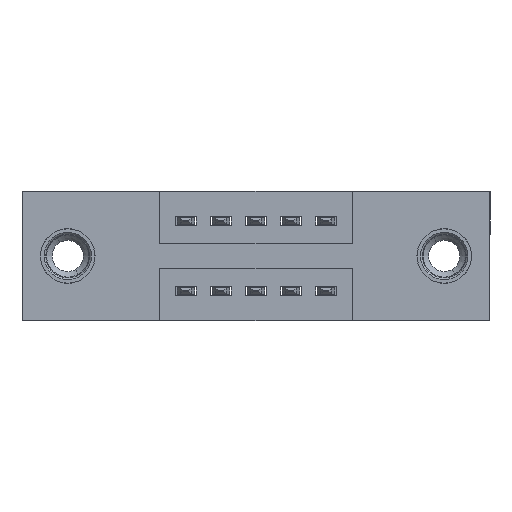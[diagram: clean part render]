
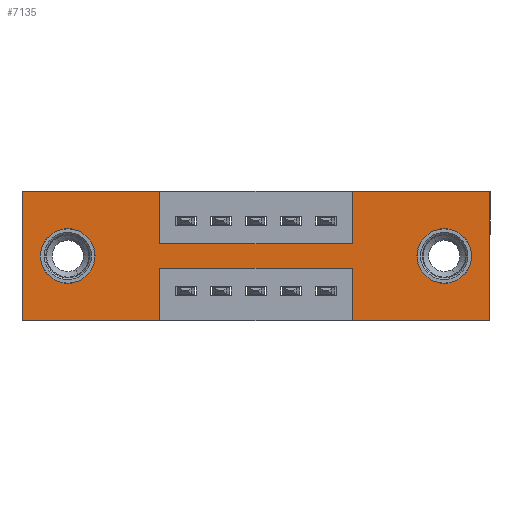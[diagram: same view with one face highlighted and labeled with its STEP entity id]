
A CAD part, front view. The second image highlights one B-rep face of the part: STEP entity #7135.
In plain terms, the highlighted planar face has unit normal (0, -1, 0).
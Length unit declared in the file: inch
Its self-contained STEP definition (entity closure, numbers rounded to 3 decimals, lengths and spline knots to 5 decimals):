
#28 = EDGE_CURVE ( 'NONE', #5549, #10421, #2407, .T. ) ;
#53 = ORIENTED_EDGE ( 'NONE', *, *, #7387, .F. ) ;
#121 = CARTESIAN_POINT ( 'NONE',  ( 0., 0., 0. ) ) ;
#182 = DIRECTION ( 'NONE',  ( 1., 0., 0. ) ) ;
#392 = CARTESIAN_POINT ( 'NONE',  ( 0.9425, 0., 0. ) ) ;
#514 = LINE ( 'NONE', #3077, #10239 ) ;
#657 = EDGE_CURVE ( 'NONE', #7022, #5549, #4320, .T. ) ;
#677 = VERTEX_POINT ( 'NONE', #6639 ) ;
#708 = EDGE_LOOP ( 'NONE', ( #3622, #8437 ) ) ;
#815 = EDGE_CURVE ( 'NONE', #4376, #9412, #3593, .T. ) ;
#827 = LINE ( 'NONE', #2055, #9479 ) ;
#876 = DIRECTION ( 'NONE',  ( 0., 0., -1. ) ) ;
#911 = CARTESIAN_POINT ( 'NONE',  ( 0.13, 0., -0.107 ) ) ;
#926 = EDGE_CURVE ( 'NONE', #2650, #6897, #5746, .T. ) ;
#1051 = CARTESIAN_POINT ( 'NONE',  ( 0.13, 0., -0.185 ) ) ;
#1069 = ORIENTED_EDGE ( 'NONE', *, *, #657, .F. ) ;
#1114 = DIRECTION ( 'NONE',  ( 0., -1., 0. ) ) ;
#1152 = CARTESIAN_POINT ( 'NONE',  ( 0., 0., -0.37 ) ) ;
#1193 = VECTOR ( 'NONE', #1372, 39.37008 ) ;
#1372 = DIRECTION ( 'NONE',  ( 0., 0., -1. ) ) ;
#1448 = ORIENTED_EDGE ( 'NONE', *, *, #10682, .F. ) ;
#1490 = ORIENTED_EDGE ( 'NONE', *, *, #8638, .F. ) ;
#1568 = DIRECTION ( 'NONE',  ( 0., 0., -1. ) ) ;
#1577 = CARTESIAN_POINT ( 'NONE',  ( 0., 0., -0.37 ) ) ;
#1686 = CARTESIAN_POINT ( 'NONE',  ( 0.13, 0., -0.185 ) ) ;
#1753 = CIRCLE ( 'NONE', #5510, 0.078 ) ;
#1774 = CARTESIAN_POINT ( 'NONE',  ( 0.3925, 0., -0.22 ) ) ;
#1921 = DIRECTION ( 'NONE',  ( -1., 0., 0. ) ) ;
#1984 = CARTESIAN_POINT ( 'NONE',  ( 0.3925, 0., -0.15 ) ) ;
#2055 = CARTESIAN_POINT ( 'NONE',  ( 0.9425, 0., -0.37 ) ) ;
#2136 = VERTEX_POINT ( 'NONE', #392 ) ;
#2184 = LINE ( 'NONE', #8576, #8170 ) ;
#2250 = LINE ( 'NONE', #5799, #5658 ) ;
#2407 = LINE ( 'NONE', #1577, #11077 ) ;
#2571 = ORIENTED_EDGE ( 'NONE', *, *, #3351, .F. ) ;
#2650 = VERTEX_POINT ( 'NONE', #911 ) ;
#2686 = DIRECTION ( 'NONE',  ( 1., 0., 0. ) ) ;
#2779 = DIRECTION ( 'NONE',  ( 0., 0., 1. ) ) ;
#2810 = PLANE ( 'NONE',  #7919 ) ;
#2883 = ORIENTED_EDGE ( 'NONE', *, *, #8984, .F. ) ;
#2934 = CARTESIAN_POINT ( 'NONE',  ( 1.205, 0., -0.185 ) ) ;
#2974 = LINE ( 'NONE', #121, #3539 ) ;
#3077 = CARTESIAN_POINT ( 'NONE',  ( 0., 0., 0. ) ) ;
#3115 = DIRECTION ( 'NONE',  ( 0., 0., -1. ) ) ;
#3292 = CARTESIAN_POINT ( 'NONE',  ( 1.205, 0., -0.185 ) ) ;
#3351 = EDGE_CURVE ( 'NONE', #9362, #6626, #827, .T. ) ;
#3406 = EDGE_CURVE ( 'NONE', #9412, #4376, #1753, .T. ) ;
#3415 = CARTESIAN_POINT ( 'NONE',  ( 1.205, 0., -0.107 ) ) ;
#3539 = VECTOR ( 'NONE', #5413, 39.37008 ) ;
#3546 = LINE ( 'NONE', #8267, #10698 ) ;
#3593 = CIRCLE ( 'NONE', #4845, 0.078 ) ;
#3622 = ORIENTED_EDGE ( 'NONE', *, *, #3406, .T. ) ;
#3804 = VERTEX_POINT ( 'NONE', #6558 ) ;
#3866 = CARTESIAN_POINT ( 'NONE',  ( 0.3925, 0., -0.22 ) ) ;
#3892 = DIRECTION ( 'NONE',  ( 0., 0., -1. ) ) ;
#4106 = EDGE_LOOP ( 'NONE', ( #1069, #5886, #2571, #9279, #1490, #6219, #6405, #9748, #53, #2883, #1448, #6158 ) ) ;
#4136 = CARTESIAN_POINT ( 'NONE',  ( 0.9425, 0., -0.37 ) ) ;
#4320 = LINE ( 'NONE', #5670, #1193 ) ;
#4325 = DIRECTION ( 'NONE',  ( 0., 0., 1. ) ) ;
#4376 = VERTEX_POINT ( 'NONE', #8127 ) ;
#4579 = CARTESIAN_POINT ( 'NONE',  ( 0.3925, 0., -0.15 ) ) ;
#4617 = DIRECTION ( 'NONE',  ( 0., 0., -1. ) ) ;
#4838 = VERTEX_POINT ( 'NONE', #7613 ) ;
#4845 = AXIS2_PLACEMENT_3D ( 'NONE', #3292, #10187, #1568 ) ;
#4898 = DIRECTION ( 'NONE',  ( -1., 0., 0. ) ) ;
#5100 = VECTOR ( 'NONE', #2686, 39.37008 ) ;
#5234 = LINE ( 'NONE', #10402, #5100 ) ;
#5374 = EDGE_LOOP ( 'NONE', ( #8906, #8794 ) ) ;
#5413 = DIRECTION ( 'NONE',  ( 1., 0., 0. ) ) ;
#5457 = CARTESIAN_POINT ( 'NONE',  ( 0., 0., -0.37 ) ) ;
#5510 = AXIS2_PLACEMENT_3D ( 'NONE', #2934, #8278, #3892 ) ;
#5511 = LINE ( 'NONE', #4579, #10091 ) ;
#5549 = VERTEX_POINT ( 'NONE', #8371 ) ;
#5617 = EDGE_CURVE ( 'NONE', #7115, #2136, #7682, .T. ) ;
#5658 = VECTOR ( 'NONE', #4898, 39.37008 ) ;
#5670 = CARTESIAN_POINT ( 'NONE',  ( 0.3925, 0., -0.37 ) ) ;
#5746 = CIRCLE ( 'NONE', #9526, 0.078 ) ;
#5799 = CARTESIAN_POINT ( 'NONE',  ( 0., 0., -0.37 ) ) ;
#5886 = ORIENTED_EDGE ( 'NONE', *, *, #10246, .F. ) ;
#5980 = DIRECTION ( 'NONE',  ( 0., 1., 0. ) ) ;
#6158 = ORIENTED_EDGE ( 'NONE', *, *, #28, .F. ) ;
#6164 = DIRECTION ( 'NONE',  ( 0., 1., 0. ) ) ;
#6219 = ORIENTED_EDGE ( 'NONE', *, *, #6286, .F. ) ;
#6286 = EDGE_CURVE ( 'NONE', #2136, #4838, #5234, .T. ) ;
#6405 = ORIENTED_EDGE ( 'NONE', *, *, #5617, .F. ) ;
#6558 = CARTESIAN_POINT ( 'NONE',  ( 0., 0., 0. ) ) ;
#6626 = VERTEX_POINT ( 'NONE', #7450 ) ;
#6639 = CARTESIAN_POINT ( 'NONE',  ( 1.335, 0., -0.37 ) ) ;
#6676 = FACE_OUTER_BOUND ( 'NONE', #4106, .T. ) ;
#6897 = VERTEX_POINT ( 'NONE', #10464 ) ;
#6900 = DIRECTION ( 'NONE',  ( 0., 0., 1. ) ) ;
#6957 = VERTEX_POINT ( 'NONE', #10654 ) ;
#7022 = VERTEX_POINT ( 'NONE', #3866 ) ;
#7115 = VERTEX_POINT ( 'NONE', #9683 ) ;
#7135 = ADVANCED_FACE ( 'NONE', ( #8306, #8980, #6676 ), #2810, .T. ) ;
#7276 = VECTOR ( 'NONE', #1921, 39.37008 ) ;
#7387 = EDGE_CURVE ( 'NONE', #6957, #7614, #2184, .T. ) ;
#7403 = VECTOR ( 'NONE', #6900, 39.37008 ) ;
#7450 = CARTESIAN_POINT ( 'NONE',  ( 0.9425, 0., -0.22 ) ) ;
#7613 = CARTESIAN_POINT ( 'NONE',  ( 1.335, 0., 0. ) ) ;
#7614 = VERTEX_POINT ( 'NONE', #1984 ) ;
#7682 = LINE ( 'NONE', #9477, #7403 ) ;
#7816 = LINE ( 'NONE', #1774, #7276 ) ;
#7919 = AXIS2_PLACEMENT_3D ( 'NONE', #1152, #1114, #4617 ) ;
#8120 = DIRECTION ( 'NONE',  ( 0., 0., 1. ) ) ;
#8127 = CARTESIAN_POINT ( 'NONE',  ( 1.205, 0., -0.263 ) ) ;
#8170 = VECTOR ( 'NONE', #876, 39.37008 ) ;
#8267 = CARTESIAN_POINT ( 'NONE',  ( 1.335, 0., 0. ) ) ;
#8278 = DIRECTION ( 'NONE',  ( 0., 1., 0. ) ) ;
#8306 = FACE_BOUND ( 'NONE', #708, .T. ) ;
#8371 = CARTESIAN_POINT ( 'NONE',  ( 0.3925, 0., -0.37 ) ) ;
#8437 = ORIENTED_EDGE ( 'NONE', *, *, #815, .T. ) ;
#8576 = CARTESIAN_POINT ( 'NONE',  ( 0.3925, 0., 0. ) ) ;
#8634 = DIRECTION ( 'NONE',  ( -1., 0., 0. ) ) ;
#8638 = EDGE_CURVE ( 'NONE', #4838, #677, #3546, .T. ) ;
#8794 = ORIENTED_EDGE ( 'NONE', *, *, #9447, .T. ) ;
#8906 = ORIENTED_EDGE ( 'NONE', *, *, #926, .T. ) ;
#8980 = FACE_BOUND ( 'NONE', #5374, .T. ) ;
#8984 = EDGE_CURVE ( 'NONE', #3804, #6957, #2974, .T. ) ;
#9129 = DIRECTION ( 'NONE',  ( 0., 0., 1. ) ) ;
#9279 = ORIENTED_EDGE ( 'NONE', *, *, #10619, .F. ) ;
#9362 = VERTEX_POINT ( 'NONE', #4136 ) ;
#9412 = VERTEX_POINT ( 'NONE', #3415 ) ;
#9447 = EDGE_CURVE ( 'NONE', #6897, #2650, #10954, .T. ) ;
#9477 = CARTESIAN_POINT ( 'NONE',  ( 0.9425, 0., 0. ) ) ;
#9479 = VECTOR ( 'NONE', #8120, 39.37008 ) ;
#9523 = AXIS2_PLACEMENT_3D ( 'NONE', #1686, #5980, #4325 ) ;
#9526 = AXIS2_PLACEMENT_3D ( 'NONE', #1051, #6164, #2779 ) ;
#9683 = CARTESIAN_POINT ( 'NONE',  ( 0.9425, 0., -0.15 ) ) ;
#9748 = ORIENTED_EDGE ( 'NONE', *, *, #10817, .F. ) ;
#10091 = VECTOR ( 'NONE', #182, 39.37008 ) ;
#10187 = DIRECTION ( 'NONE',  ( 0., 1., 0. ) ) ;
#10239 = VECTOR ( 'NONE', #9129, 39.37008 ) ;
#10246 = EDGE_CURVE ( 'NONE', #6626, #7022, #7816, .T. ) ;
#10402 = CARTESIAN_POINT ( 'NONE',  ( 0., 0., 0. ) ) ;
#10421 = VERTEX_POINT ( 'NONE', #5457 ) ;
#10464 = CARTESIAN_POINT ( 'NONE',  ( 0.13, 0., -0.263 ) ) ;
#10619 = EDGE_CURVE ( 'NONE', #677, #9362, #2250, .T. ) ;
#10654 = CARTESIAN_POINT ( 'NONE',  ( 0.3925, 0., 0. ) ) ;
#10682 = EDGE_CURVE ( 'NONE', #10421, #3804, #514, .T. ) ;
#10698 = VECTOR ( 'NONE', #3115, 39.37008 ) ;
#10817 = EDGE_CURVE ( 'NONE', #7614, #7115, #5511, .T. ) ;
#10954 = CIRCLE ( 'NONE', #9523, 0.078 ) ;
#11077 = VECTOR ( 'NONE', #8634, 39.37008 ) ;
